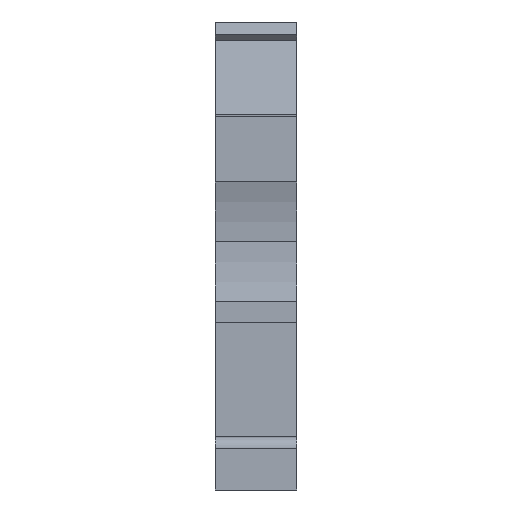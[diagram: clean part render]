
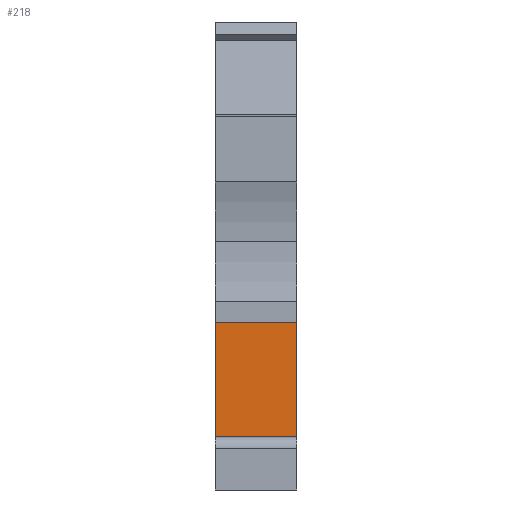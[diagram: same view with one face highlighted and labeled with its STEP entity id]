
A CAD part, front view. The second image highlights one B-rep face of the part: STEP entity #218.
In plain terms, the highlighted planar face has unit normal (0, -1, 0).
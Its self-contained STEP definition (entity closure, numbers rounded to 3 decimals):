
#218=ADVANCED_FACE('',(#580),#581,.T.);
#580=FACE_OUTER_BOUND('',#1086,.T.);
#581=PLANE('',#1087);
#1086=EDGE_LOOP('',(#1786,#1787,#1788,#1789,#1790,#1791));
#1087=AXIS2_PLACEMENT_3D('',#1792,#1793,#1794);
#1786=ORIENTED_EDGE('',*,*,#3226,.F.);
#1787=ORIENTED_EDGE('',*,*,#3313,.F.);
#1788=ORIENTED_EDGE('',*,*,#3278,.T.);
#1789=ORIENTED_EDGE('',*,*,#3315,.F.);
#1790=ORIENTED_EDGE('',*,*,#3316,.T.);
#1791=ORIENTED_EDGE('',*,*,#3317,.F.);
#1792=CARTESIAN_POINT('',(6.15,3.6,4.));
#1793=DIRECTION('',(-0.0,-1.0,0.));
#1794=DIRECTION('',(0.0,0.,1.0));
#3226=EDGE_CURVE('',#3939,#3941,#3942,.T.);
#3278=EDGE_CURVE('',#4038,#4036,#4039,.T.);
#3313=EDGE_CURVE('',#4038,#3939,#4097,.T.);
#3315=EDGE_CURVE('',#4099,#4036,#4100,.T.);
#3316=EDGE_CURVE('',#4099,#4101,#4102,.T.);
#3317=EDGE_CURVE('',#3941,#4101,#4103,.T.);
#3939=VERTEX_POINT('',#5073);
#3941=VERTEX_POINT('',#5076);
#3942=LINE('',#5077,#5078);
#4036=VERTEX_POINT('',#5210);
#4038=VERTEX_POINT('',#5213);
#4039=LINE('',#5214,#5215);
#4097=LINE('',#5302,#5303);
#4099=VERTEX_POINT('',#5305);
#4100=LINE('',#5306,#5307);
#4101=VERTEX_POINT('',#5308);
#4102=LINE('',#5309,#5310);
#4103=LINE('',#5311,#5312);
#5073=CARTESIAN_POINT('',(6.15,3.6,12.6));
#5076=CARTESIAN_POINT('',(6.15,3.6,1.5));
#5077=CARTESIAN_POINT('',(6.15,3.6,9.522));
#5078=VECTOR('',#7156,1.0);
#5210=CARTESIAN_POINT('',(0.,3.6,4.));
#5213=CARTESIAN_POINT('',(0.,3.6,12.6));
#5214=CARTESIAN_POINT('',(0.,3.6,9.522));
#5215=VECTOR('',#7229,1.0);
#5302=CARTESIAN_POINT('',(3.3,3.6,12.6));
#5303=VECTOR('',#7262,1.0);
#5305=CARTESIAN_POINT('',(1.,3.6,4.));
#5306=CARTESIAN_POINT('',(3.3,3.6,4.));
#5307=VECTOR('',#7263,1.0);
#5308=CARTESIAN_POINT('',(1.,3.6,1.5));
#5309=CARTESIAN_POINT('',(1.,3.6,9.522));
#5310=VECTOR('',#7264,1.0);
#5311=CARTESIAN_POINT('',(3.3,3.6,1.5));
#5312=VECTOR('',#7265,1.0);
#7156=DIRECTION('',(0.0,0.0,-1.0));
#7229=DIRECTION('',(0.0,0.0,-1.0));
#7262=DIRECTION('',(1.0,0.0,0.0));
#7263=DIRECTION('',(-1.0,0.0,0.0));
#7264=DIRECTION('',(0.0,0.0,-1.0));
#7265=DIRECTION('',(-1.0,0.0,0.0));
